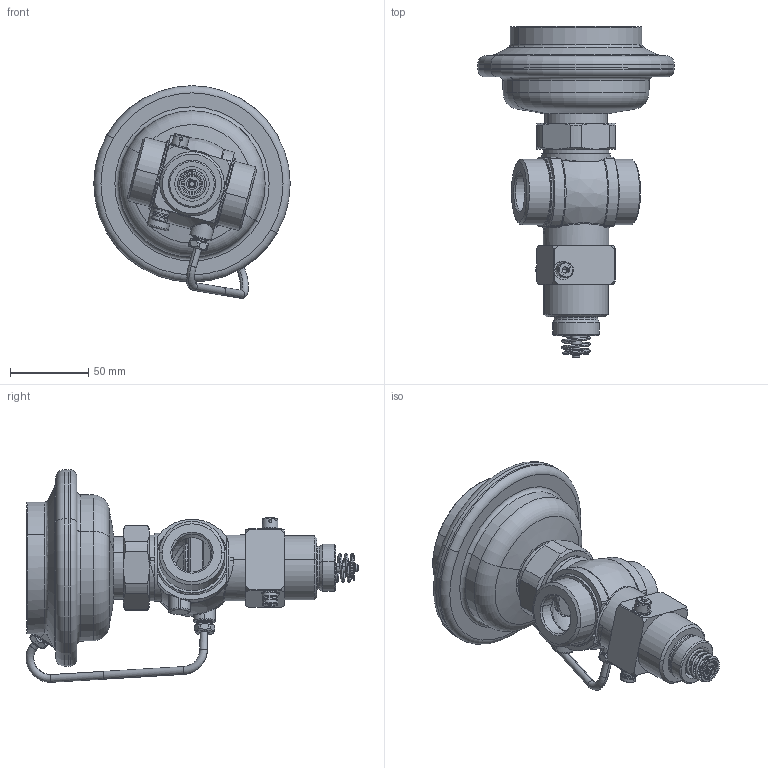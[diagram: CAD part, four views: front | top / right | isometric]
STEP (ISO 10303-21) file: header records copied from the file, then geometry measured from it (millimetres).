
FILE_DESCRIPTION((''),'2;1');
FILE_NAME('003H6752','2015-02-20T',('u317927'),('Danfoss'),'PRO/ENGINEER BY PARAMETRIC TECHNOLOGY CORPORATION, 2014000','PRO/ENGINEER BY PARAMETRIC TECHNOLOGY CORPORATION, 2014000','');
FILE_SCHEMA(('CONFIG_CONTROL_DESIGN'));
Products named in the file (1): 003H6752
Bounding box: 125.18 x 211.61 x 135.51 mm (x, y, z)
Volume: 343799.6 mm3; surface area: 150025 mm2
Topology: 2 solids, 5 shells, 1293 faces, 3226 edges, 2001 vertices
Faces by surface type: plane 400, cylinder 385, cone 209, torus 161, bspline 123, sphere 15
Entity records: 47563 total; most frequent: CARTESIAN_POINT 17462, ORIENTED_EDGE 6436, DIRECTION 6281, EDGE_CURVE 3218, AXIS2_PLACEMENT_3D 2660, VERTEX_POINT 2001, CIRCLE 1489, EDGE_LOOP 1397
